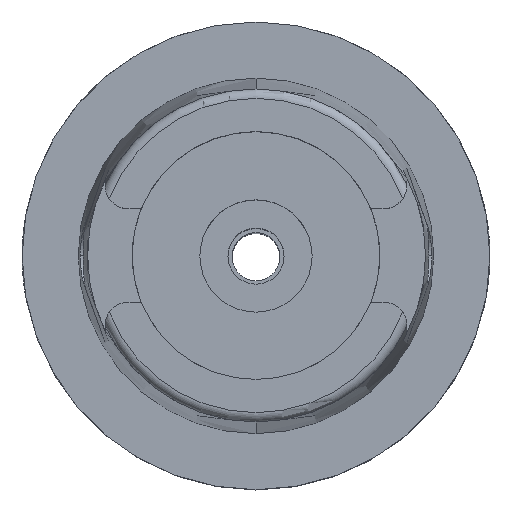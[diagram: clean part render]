
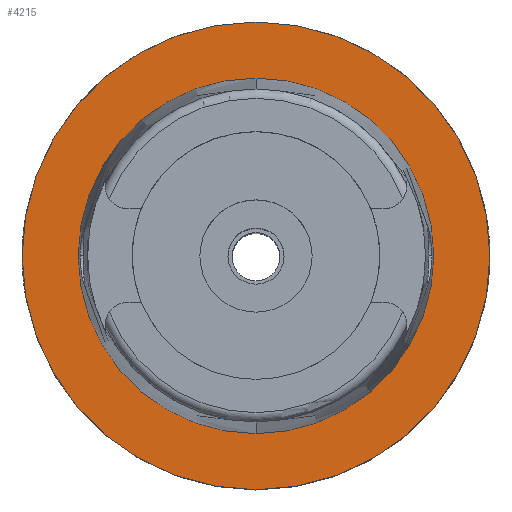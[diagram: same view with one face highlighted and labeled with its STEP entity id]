
A CAD part, top view. The second image highlights one B-rep face of the part: STEP entity #4215.
In plain terms, the highlighted planar face has unit normal (0, 0, 1).
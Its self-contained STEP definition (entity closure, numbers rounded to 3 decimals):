
#1995=CARTESIAN_POINT('',(0.,0.,0.));
#1996=DIRECTION('',(0.,0.,-1.));
#1997=DIRECTION('',(0.,-1.,0.));
#1998=AXIS2_PLACEMENT_3D('',#1995,#1996,#1997);
#2003=CARTESIAN_POINT('',(0.,0.,0.));
#2004=DIRECTION('',(0.,0.,-1.));
#2005=DIRECTION('',(0.,1.,0.));
#2006=AXIS2_PLACEMENT_3D('',#2003,#2004,#2005);
#2011=CARTESIAN_POINT('',(0.,0.,0.));
#2012=DIRECTION('',(0.,0.,1.));
#2013=DIRECTION('',(0.,-1.,0.));
#2014=AXIS2_PLACEMENT_3D('',#2011,#2012,#2013);
#2019=CARTESIAN_POINT('',(0.,0.,0.));
#2020=DIRECTION('',(0.,0.,1.));
#2021=DIRECTION('',(0.,1.,0.));
#2022=AXIS2_PLACEMENT_3D('',#2019,#2020,#2021);
#2456=CARTESIAN_POINT('',(0.,-38.,0.));
#2457=VERTEX_POINT('',#2456);
#2458=CARTESIAN_POINT('',(0.,38.,0.));
#2459=VERTEX_POINT('',#2458);
#2717=CARTESIAN_POINT('',(0.,50.,0.));
#2718=VERTEX_POINT('',#2717);
#2719=CARTESIAN_POINT('',(0.,-50.,0.));
#2720=VERTEX_POINT('',#2719);
#4202=CARTESIAN_POINT('',(0.,0.,0.));
#4203=DIRECTION('',(0.,0.,1.));
#4204=DIRECTION('',(0.,1.,0.));
#4205=AXIS2_PLACEMENT_3D('',#4202,#4203,#4204);
#4206=PLANE('',#4205);
#4207=ORIENTED_EDGE('',*,*,#3967,.T.);
#4208=ORIENTED_EDGE('',*,*,#4076,.T.);
#4209=EDGE_LOOP('',(#4207,#4208));
#4210=FACE_OUTER_BOUND('',#4209,.F.);
#4211=ORIENTED_EDGE('',*,*,#2971,.T.);
#4212=ORIENTED_EDGE('',*,*,#2942,.T.);
#4213=EDGE_LOOP('',(#4211,#4212));
#4214=FACE_BOUND('',#4213,.F.);
#1999=CIRCLE('',#1998,50.);
#2007=CIRCLE('',#2006,50.);
#2015=CIRCLE('',#2014,38.);
#2023=CIRCLE('',#2022,38.);
#2942=EDGE_CURVE('',#2459,#2457,#2023,.T.);
#2971=EDGE_CURVE('',#2457,#2459,#2015,.T.);
#3967=EDGE_CURVE('',#2720,#2718,#1999,.T.);
#4076=EDGE_CURVE('',#2718,#2720,#2007,.T.);
#4215=ADVANCED_FACE('',(#4210,#4214),#4206,.T.);
